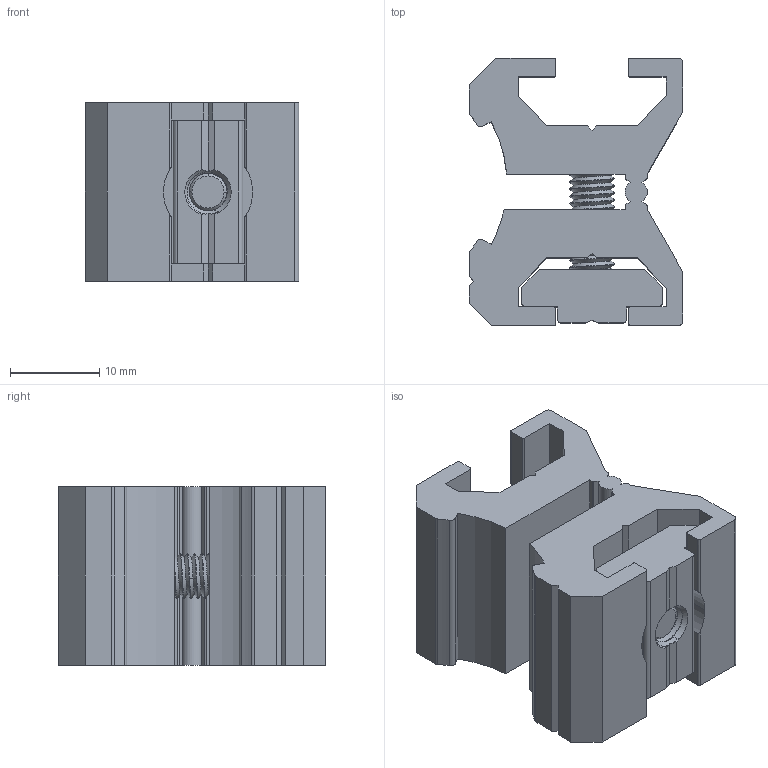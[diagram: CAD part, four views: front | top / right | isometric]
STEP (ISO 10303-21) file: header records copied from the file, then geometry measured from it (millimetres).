
FILE_DESCRIPTION (( 'STEP AP214' ), '1' );
FILE_NAME ('B370 Àäàïòåð äëÿ êðåïëåíèÿ ïàíåëåé è ýëåìåíòîâ.STEP', '2024-02-12T11:27:11', ( '' ), ( '' ), 'SwSTEP 2.0', 'SolidWorks 2022', '' );
FILE_SCHEMA (( 'AUTOMOTIVE_DESIGN' ));
Length unit declared in the file: millimetre
Products named in the file (1): B370 Адаптер для крепления панелей и элементов
Bounding box: 24 x 30 x 20 mm (x, y, z)
Volume: 8348.6 mm3; surface area: 6143.9 mm2
Topology: 3 solids, 3 shells, 252 faces, 718 edges, 470 vertices
Faces by surface type: cylinder 114, plane 93, bspline 23, cone 22
Entity records: 16716 total; most frequent: CARTESIAN_POINT 7718, ORIENTED_EDGE 1436, DIRECTION 1083, EDGE_CURVE 718, VERTEX_POINT 470, AXIS2_PLACEMENT_3D 362, VECTOR 359, LINE 359
